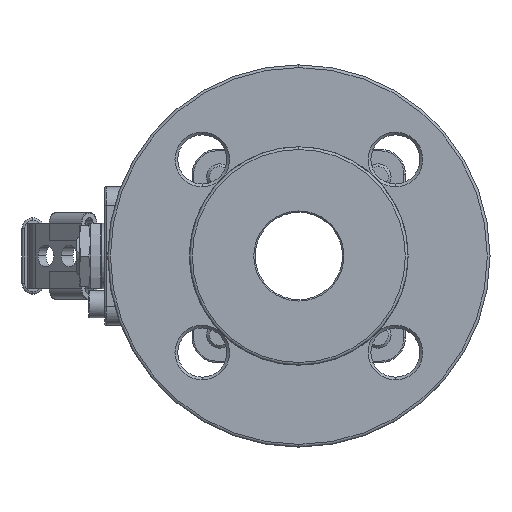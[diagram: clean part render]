
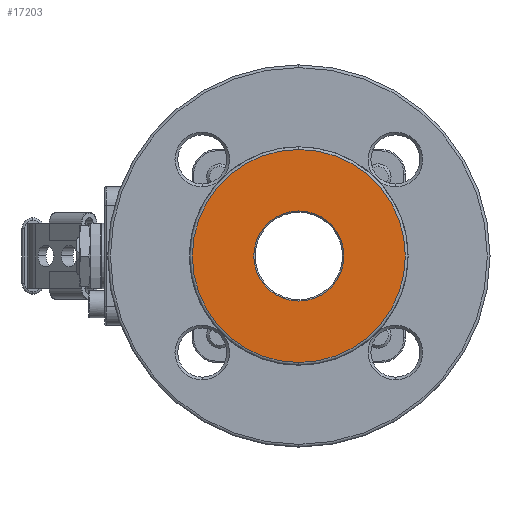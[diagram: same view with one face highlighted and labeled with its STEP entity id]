
A CAD part, left-side view. The second image highlights one B-rep face of the part: STEP entity #17203.
In plain terms, the highlighted planar face has unit normal (-1, 0, 0).
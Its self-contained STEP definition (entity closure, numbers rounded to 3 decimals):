
#96 = DIRECTION ( 'NONE',  ( 0., 0., -1. ) ) ;
#2955 = DIRECTION ( 'NONE',  ( -1., 0., 0. ) ) ;
#3082 = CIRCLE ( 'NONE', #43082, 16.5 ) ;
#3603 = DIRECTION ( 'NONE',  ( 0., 0., -1. ) ) ;
#6341 = FACE_OUTER_BOUND ( 'NONE', #10161, .T. ) ;
#7264 = CARTESIAN_POINT ( 'NONE',  ( -55., 0., 0. ) ) ;
#10161 = EDGE_LOOP ( 'NONE', ( #24616, #20172 ) ) ;
#16485 = CIRCLE ( 'NONE', #28380, 16.5 ) ;
#17203 = ADVANCED_FACE ( 'NONE', ( #27425, #6341 ), #53434, .F. ) ;
#17544 = DIRECTION ( 'NONE',  ( -1., 0., 0. ) ) ;
#18624 = VERTEX_POINT ( 'NONE', #51690 ) ;
#19019 = CARTESIAN_POINT ( 'NONE',  ( -55., 0., -39. ) ) ;
#19151 = VERTEX_POINT ( 'NONE', #19019 ) ;
#20172 = ORIENTED_EDGE ( 'NONE', *, *, #45662, .T. ) ;
#20752 = DIRECTION ( 'NONE',  ( 0., 0., -1. ) ) ;
#21842 = EDGE_CURVE ( 'NONE', #19151, #18624, #43614, .T. ) ;
#22489 = ORIENTED_EDGE ( 'NONE', *, *, #34241, .T. ) ;
#22971 = VERTEX_POINT ( 'NONE', #56478 ) ;
#24616 = ORIENTED_EDGE ( 'NONE', *, *, #21842, .T. ) ;
#25563 = DIRECTION ( 'NONE',  ( 1., 0., 0. ) ) ;
#27425 = FACE_BOUND ( 'NONE', #34889, .T. ) ;
#28170 = AXIS2_PLACEMENT_3D ( 'NONE', #7264, #2955, #20752 ) ;
#28380 = AXIS2_PLACEMENT_3D ( 'NONE', #34829, #25563, #48088 ) ;
#29107 = AXIS2_PLACEMENT_3D ( 'NONE', #31386, #17544, #96 ) ;
#29294 = VERTEX_POINT ( 'NONE', #49776 ) ;
#30553 = DIRECTION ( 'NONE',  ( 1., 0., 0. ) ) ;
#31386 = CARTESIAN_POINT ( 'NONE',  ( -55., 0., 0. ) ) ;
#34241 = EDGE_CURVE ( 'NONE', #22971, #29294, #3082, .T. ) ;
#34829 = CARTESIAN_POINT ( 'NONE',  ( -55., 0., 0. ) ) ;
#34865 = DIRECTION ( 'NONE',  ( 1., 0., 0. ) ) ;
#34889 = EDGE_LOOP ( 'NONE', ( #22489, #56389 ) ) ;
#39426 = CARTESIAN_POINT ( 'NONE',  ( -55., 40., 0. ) ) ;
#39812 = CARTESIAN_POINT ( 'NONE',  ( -55., 0., 0. ) ) ;
#43082 = AXIS2_PLACEMENT_3D ( 'NONE', #39812, #30553, #3603 ) ;
#43614 = CIRCLE ( 'NONE', #28170, 39. ) ;
#45662 = EDGE_CURVE ( 'NONE', #18624, #19151, #53580, .T. ) ;
#48088 = DIRECTION ( 'NONE',  ( 0., 0., -1. ) ) ;
#49776 = CARTESIAN_POINT ( 'NONE',  ( -55., 0., -16.5 ) ) ;
#51690 = CARTESIAN_POINT ( 'NONE',  ( -55., 0., 39. ) ) ;
#52851 = DIRECTION ( 'NONE',  ( 0., 0., -1. ) ) ;
#53434 = PLANE ( 'NONE',  #58421 ) ;
#53580 = CIRCLE ( 'NONE', #29107, 39. ) ;
#56389 = ORIENTED_EDGE ( 'NONE', *, *, #57099, .T. ) ;
#56478 = CARTESIAN_POINT ( 'NONE',  ( -55., 0., 16.5 ) ) ;
#57099 = EDGE_CURVE ( 'NONE', #29294, #22971, #16485, .T. ) ;
#58421 = AXIS2_PLACEMENT_3D ( 'NONE', #39426, #34865, #52851 ) ;
